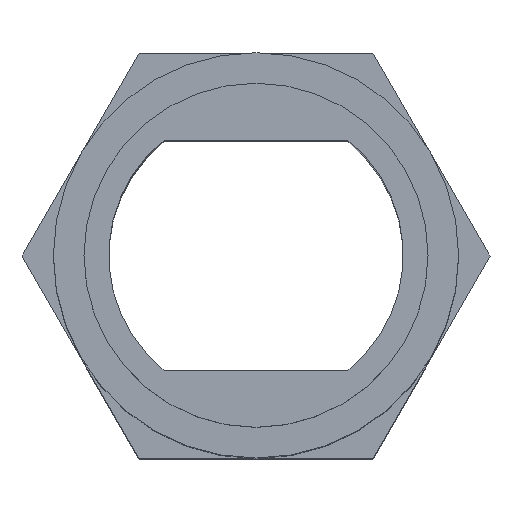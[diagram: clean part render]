
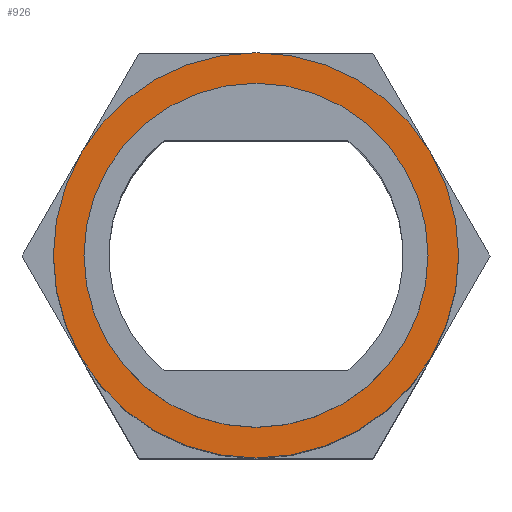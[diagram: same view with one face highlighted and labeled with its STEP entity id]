
A CAD part, top view. The second image highlights one B-rep face of the part: STEP entity #926.
In plain terms, the highlighted planar face has unit normal (0, 0, 1).
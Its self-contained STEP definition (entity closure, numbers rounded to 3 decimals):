
#671 = CYLINDRICAL_SURFACE('',#672,6.95);
#672 = AXIS2_PLACEMENT_3D('',#673,#674,#675);
#673 = CARTESIAN_POINT('',(-9.,22.,-69.));
#674 = DIRECTION('',(0.,0.,-1.));
#675 = DIRECTION('',(1.,0.,0.));
#871 = VERTEX_POINT('',#872);
#872 = CARTESIAN_POINT('',(-2.05,22.,-43.8));
#893 = EDGE_CURVE('',#871,#871,#894,.T.);
#894 = SURFACE_CURVE('',#895,(#900,#907),.PCURVE_S1.);
#895 = CIRCLE('',#896,6.95);
#896 = AXIS2_PLACEMENT_3D('',#897,#898,#899);
#897 = CARTESIAN_POINT('',(-9.,22.,-43.8));
#898 = DIRECTION('',(0.,0.,1.));
#899 = DIRECTION('',(1.,0.,0.));
#900 = PCURVE('',#671,#901);
#901 = DEFINITIONAL_REPRESENTATION('',(#902),#906);
#902 = LINE('',#903,#904);
#903 = CARTESIAN_POINT('',(-0.,-25.2));
#904 = VECTOR('',#905,1.);
#905 = DIRECTION('',(-1.,0.));
#906 = ( GEOMETRIC_REPRESENTATION_CONTEXT(2) 
PARAMETRIC_REPRESENTATION_CONTEXT() REPRESENTATION_CONTEXT('2D SPACE',''
  ) );
#907 = PCURVE('',#908,#913);
#908 = PLANE('',#909);
#909 = AXIS2_PLACEMENT_3D('',#910,#911,#912);
#910 = CARTESIAN_POINT('',(-9.,22.,-43.8));
#911 = DIRECTION('',(0.,0.,1.));
#912 = DIRECTION('',(0.,1.,0.));
#913 = DEFINITIONAL_REPRESENTATION('',(#914),#918);
#914 = CIRCLE('',#915,6.95);
#915 = AXIS2_PLACEMENT_2D('',#916,#917);
#916 = CARTESIAN_POINT('',(0.,0.));
#917 = DIRECTION('',(0.,-1.));
#918 = ( GEOMETRIC_REPRESENTATION_CONTEXT(2) 
PARAMETRIC_REPRESENTATION_CONTEXT() REPRESENTATION_CONTEXT('2D SPACE',''
  ) );
#926 = ADVANCED_FACE('',(#927,#930),#908,.T.);
#927 = FACE_BOUND('',#928,.T.);
#928 = EDGE_LOOP('',(#929));
#929 = ORIENTED_EDGE('',*,*,#893,.T.);
#930 = FACE_BOUND('',#931,.T.);
#931 = EDGE_LOOP('',(#932));
#932 = ORIENTED_EDGE('',*,*,#933,.T.);
#933 = EDGE_CURVE('',#934,#934,#936,.T.);
#934 = VERTEX_POINT('',#935);
#935 = CARTESIAN_POINT('',(-3.1,22.,-43.8));
#936 = SURFACE_CURVE('',#937,(#942,#953),.PCURVE_S1.);
#937 = CIRCLE('',#938,5.9);
#938 = AXIS2_PLACEMENT_3D('',#939,#940,#941);
#939 = CARTESIAN_POINT('',(-9.,22.,-43.8));
#940 = DIRECTION('',(0.,0.,-1.));
#941 = DIRECTION('',(1.,0.,0.));
#942 = PCURVE('',#908,#943);
#943 = DEFINITIONAL_REPRESENTATION('',(#944),#952);
#944 = ( BOUNDED_CURVE() B_SPLINE_CURVE(2,(#945,#946,#947,#948,#949,#950
,#951),.UNSPECIFIED.,.T.,.F.) B_SPLINE_CURVE_WITH_KNOTS((1,2,2,2,2,1),(
    -2.094,0.,2.094,4.189,6.283,
8.378),.UNSPECIFIED.) CURVE() GEOMETRIC_REPRESENTATION_ITEM() 
RATIONAL_B_SPLINE_CURVE((1.,0.5,1.,0.5,1.,0.5,1.)) REPRESENTATION_ITEM(
  '') );
#945 = CARTESIAN_POINT('',(0.,-5.9));
#946 = CARTESIAN_POINT('',(-10.219,-5.9));
#947 = CARTESIAN_POINT('',(-5.11,2.95));
#948 = CARTESIAN_POINT('',(0.,11.8));
#949 = CARTESIAN_POINT('',(5.11,2.95));
#950 = CARTESIAN_POINT('',(10.219,-5.9));
#951 = CARTESIAN_POINT('',(0.,-5.9));
#952 = ( GEOMETRIC_REPRESENTATION_CONTEXT(2) 
PARAMETRIC_REPRESENTATION_CONTEXT() REPRESENTATION_CONTEXT('2D SPACE',''
  ) );
#953 = PCURVE('',#954,#959);
#954 = CYLINDRICAL_SURFACE('',#955,5.9);
#955 = AXIS2_PLACEMENT_3D('',#956,#957,#958);
#956 = CARTESIAN_POINT('',(-9.,22.,-69.));
#957 = DIRECTION('',(0.,0.,-1.));
#958 = DIRECTION('',(1.,0.,0.));
#959 = DEFINITIONAL_REPRESENTATION('',(#960),#964);
#960 = LINE('',#961,#962);
#961 = CARTESIAN_POINT('',(-6.283,-25.2));
#962 = VECTOR('',#963,1.);
#963 = DIRECTION('',(1.,-0.));
#964 = ( GEOMETRIC_REPRESENTATION_CONTEXT(2) 
PARAMETRIC_REPRESENTATION_CONTEXT() REPRESENTATION_CONTEXT('2D SPACE',''
  ) );
